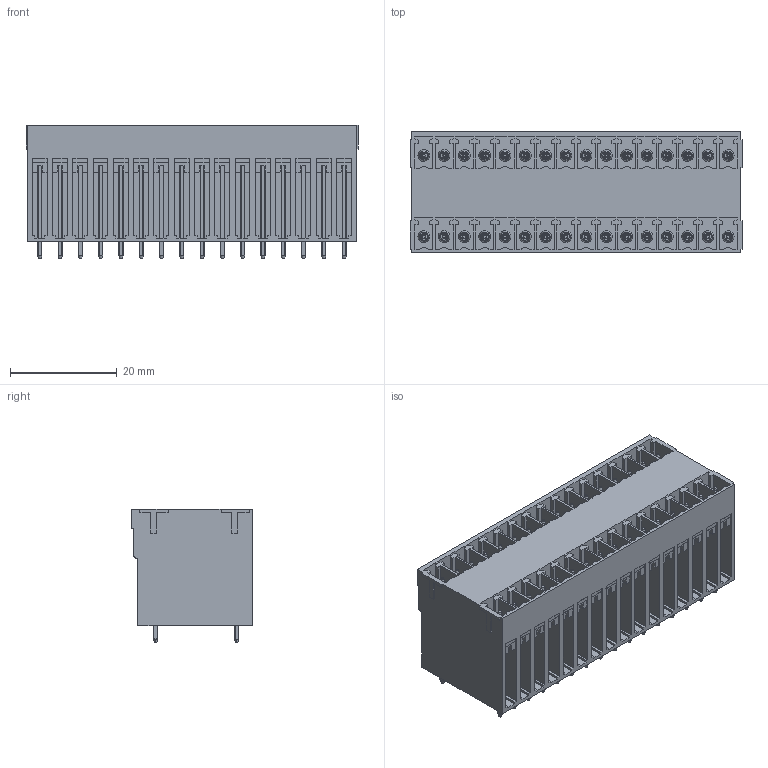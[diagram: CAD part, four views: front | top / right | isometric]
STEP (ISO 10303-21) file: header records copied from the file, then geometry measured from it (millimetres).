
FILE_DESCRIPTION(('CATIA V5 STEP Exchange','CAx-IF Rec.Pracs.--- Model Styling and Organization---1.2---2011-12-15'),'2;1');
FILE_NAME ('D1447134_0', '2018-09-29T09:54:43+00:00', ('none'), ('Weidmueller'), 'CATIA Version 5-6 Release 2014', 'CATIA V5 STEP AP214', 'none');
FILE_SCHEMA(('AUTOMOTIVE_DESIGN { 1 0 10303 214 1 1 1 1 }'));
Products named in the file (1): 1030080000
Bounding box: 62.35 x 22.7 x 25.1 mm (x, y, z)
Volume: 24040 mm3; surface area: 15933.8 mm2
Topology: 33 solids, 33 shells, 1820 faces, 4958 edges, 3284 vertices
Faces by surface type: plane 1210, cylinder 354, cone 192, torus 64
Entity records: 57850 total; most frequent: CARTESIAN_POINT 16758, ORIENTED_EDGE 9916, DIRECTION 6016, EDGE_CURVE 4958, VECTOR 3482, LINE 3482, VERTEX_POINT 3284, EDGE_LOOP 1996
